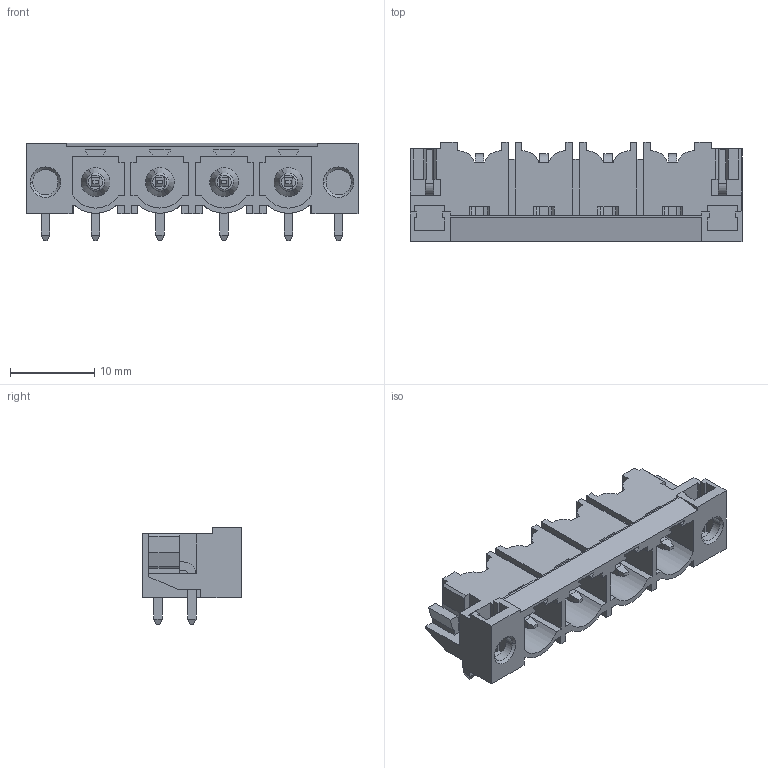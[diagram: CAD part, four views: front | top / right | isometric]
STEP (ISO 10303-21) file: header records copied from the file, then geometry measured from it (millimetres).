
FILE_DESCRIPTION(('CATIA V5 STEP Exchange','CAx-IF Rec.Pracs.--- Model Styling and Organization---1.2---2011-12-15'),'2;1');
FILE_NAME ('D1448508_0_1096050000_1096050000.stp','2018-11-15T11:03:21+00:00',('none'),('Weidmueller'),'CATIA Version 5-6 Release 2014','CATIA V5 STEP AP214','none');
FILE_SCHEMA(('AUTOMOTIVE_DESIGN { 1 0 10303 214 1 1 1 1 }'));
Length unit declared in the file: millimetre
Products named in the file (1): 1096050000
Bounding box: 39.34 x 11.75 x 11.6 mm (x, y, z)
Volume: 1580.4 mm3; surface area: 3519.5 mm2
Topology: 7 solids, 7 shells, 423 faces, 1181 edges, 772 vertices
Faces by surface type: plane 357, cylinder 46, cone 12, torus 8
Entity records: 12196 total; most frequent: ORIENTED_EDGE 2362, CARTESIAN_POINT 2211, DIRECTION 1563, EDGE_CURVE 1169, VECTOR 1001, LINE 1001, VERTEX_POINT 740, EDGE_LOOP 447
